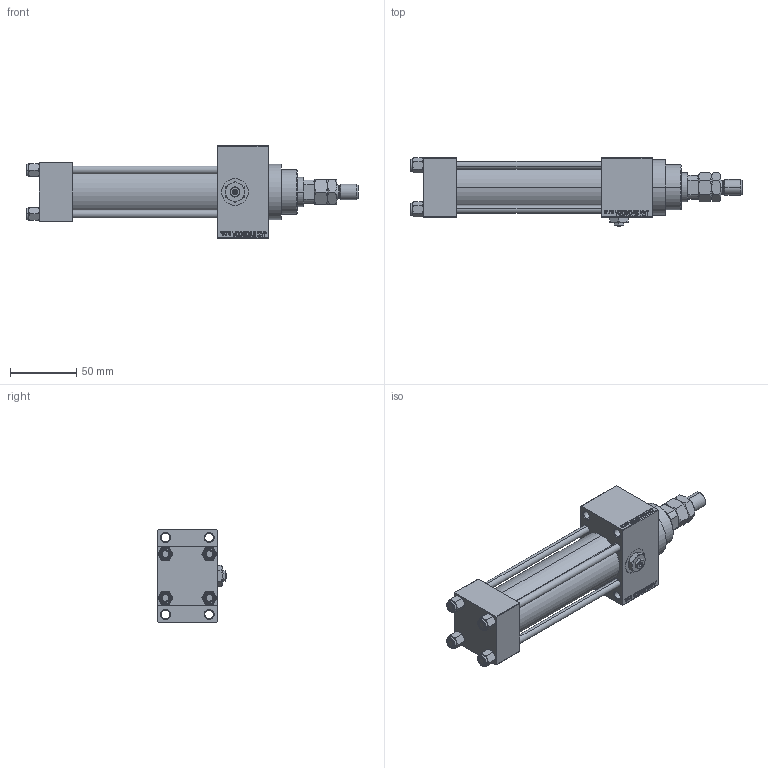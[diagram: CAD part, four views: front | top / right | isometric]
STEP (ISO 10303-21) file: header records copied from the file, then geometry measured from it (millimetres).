
FILE_DESCRIPTION (( 'STEP AP203' ), '1' );
FILE_NAME ('91df.STEP', '2023-08-23T13:19:13', ( '' ), ( '' ), 'SwSTEP 2.0', 'SolidWorks 2019', '' );
FILE_SCHEMA (( 'CONFIG_CONTROL_DESIGN' ));
Length unit declared in the file: millimetre
Products named in the file (8): V215_VC_A c0f7f4f5e3378dba8890f67596ad8f72; V215CR_D_TYCINKA c0f7f4f5e3378dba8890f67596ad8f72; Zatka_pro_OIL_PORT c0f7f4f5e3378dba8890f67596ad8f72; 91df; NUT_M5_D c0f7f4f5e3378dba8890f67596ad8f72; V215CR_VCP_D c0f7f4f5e3378dba8890f67596ad8f72; MTA c0f7f4f5e3378dba8890f67596ad8f72; V215CR_D_Body c0f7f4f5e3378dba8890f67596ad8f72
Assembly tree (13 placements, depth 2):
  91df
    V215CR_D_Body c0f7f4f5e3378dba8890f67596ad8f72
    V215CR_VCP_D c0f7f4f5e3378dba8890f67596ad8f72
    NUT_M5_D c0f7f4f5e3378dba8890f67596ad8f72  x4
    V215CR_D_TYCINKA c0f7f4f5e3378dba8890f67596ad8f72  x4
    V215_VC_A c0f7f4f5e3378dba8890f67596ad8f72
    MTA c0f7f4f5e3378dba8890f67596ad8f72
    Zatka_pro_OIL_PORT c0f7f4f5e3378dba8890f67596ad8f72
Bounding box: 251 x 52 x 70 mm (x, y, z)
Volume: 300899.6 mm3; surface area: 104240.4 mm2
Topology: 13 solids, 13 shells, 1199 faces, 2952 edges, 1895 vertices
Faces by surface type: plane 534, bspline 368, cone 190, cylinder 97, torus 10
Entity records: 50376 total; most frequent: CARTESIAN_POINT 26119, ORIENTED_EDGE 5396, DIRECTION 3560, EDGE_CURVE 2698, VERTEX_POINT 1751, LINE 1560, VECTOR 1560, EDGE_LOOP 1217
